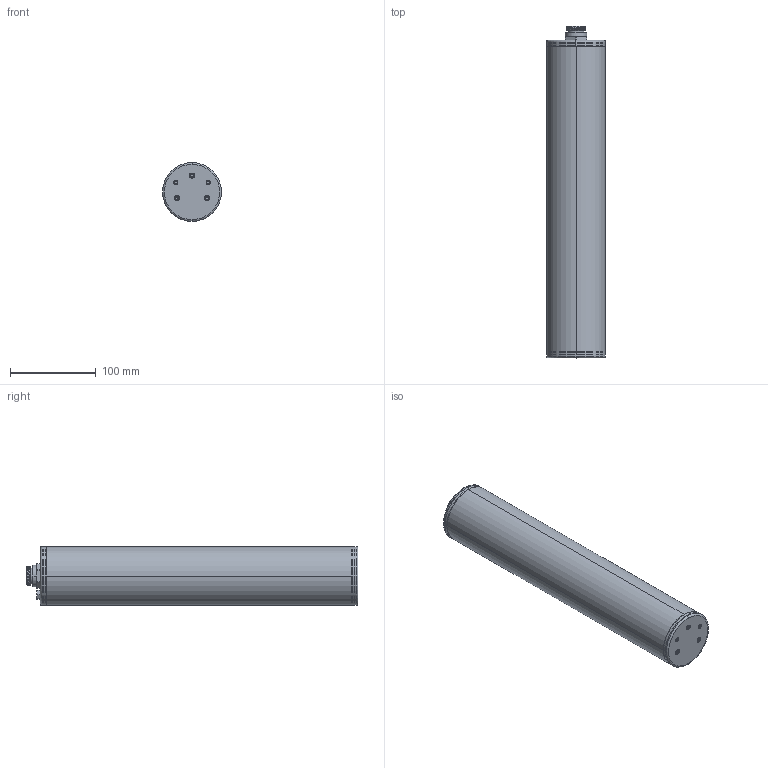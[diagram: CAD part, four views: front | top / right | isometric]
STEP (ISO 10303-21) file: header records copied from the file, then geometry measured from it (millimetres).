
FILE_DESCRIPTION((''),'2;1');
FILE_NAME('216276_ASM','2021-10-28T11:00:03',('PDMAdmin'),('BANNER ENGINEERING'),'CREO PARAMETRIC BY PTC INC, 2019292','CREO PARAMETRIC BY PTC INC, 2019292','');
FILE_SCHEMA(('CONFIG_CONTROL_DESIGN'));
Products named in the file (40): 208079_AF606; 208584_AF277; 208383_AF0; 93365A132_HEAT-SET_INSERTS_FOR__AF6; 93365A132_HEAT-SET_INSERTS_FOR__AF7; 93365A132_HEAT-SET_INSERTS_FOR__AF8; 208383_AF234_ASM; 208383_AF2; 93365A132_HEAT-SET_INSERTS_FOR__AF9; 93365A132_HEAT-SET_INSERTS_FOR__AF10; 93365A132_HEAT-SET_INSERTS_FOR__AF11; 208383_AF235_ASM; 215259_AF79; 209266_AF277; 208386_AF3; 208583_OLD_AF1; 219148_AF145_ASM; 218652; 186079_AF1; 151462; 151461; SOMMS_SEALEDAC_QD_LEADS_AF2; 172450_AF3; 172447_AF8; 172447_AF9; 172447_AF10; 172447_AF11; 208578_AF113_ASM; 208806_AF609; 208386_AF2; 208385_OLD_AF0; 208384_AF0_ASM; 92196A154_18-8_STAINLESS_STEEL__AF64; 92196A154_18-8_STAINLESS_STEEL__AF66; 92196A154_18-8_STAINLESS_STEEL__AF70; 92196A154_18-8_STAINLESS_STEEL__AF88; 92196A154_18-8_STAINLESS_STEEL__AF89; 92196A154_18-8_STAINLESS_STEEL__AF90; SOMMS_VENT_M6_AF108; 216276_ASM
Assembly tree (42 placements, depth 3):
  216276_ASM
    208079_AF606
    208584_AF277
    208383_AF234_ASM
      208383_AF0
      93365A132_HEAT-SET_INSERTS_FOR__AF6
      93365A132_HEAT-SET_INSERTS_FOR__AF7
      93365A132_HEAT-SET_INSERTS_FOR__AF8
    208383_AF235_ASM
      208383_AF2
      93365A132_HEAT-SET_INSERTS_FOR__AF9
      93365A132_HEAT-SET_INSERTS_FOR__AF10
      93365A132_HEAT-SET_INSERTS_FOR__AF11
    215259_AF79
    209266_AF277
    219148_AF145_ASM
      208386_AF3
      208583_OLD_AF1
    208578_AF113_ASM
      218652
      186079_AF1
      151462  x4
      151461
      SOMMS_SEALEDAC_QD_LEADS_AF2
      172450_AF3
      172447_AF8
      172447_AF9
      172447_AF10
      172447_AF11
    208806_AF609
    208384_AF0_ASM
      208386_AF2
      208385_OLD_AF0
    92196A154_18-8_STAINLESS_STEEL__AF64
    92196A154_18-8_STAINLESS_STEEL__AF66
    92196A154_18-8_STAINLESS_STEEL__AF70
    92196A154_18-8_STAINLESS_STEEL__AF88
    92196A154_18-8_STAINLESS_STEEL__AF89
    92196A154_18-8_STAINLESS_STEEL__AF90
    SOMMS_VENT_M6_AF108
Bounding box: 68.5 x 386.45 x 68.5 mm (x, y, z)
Volume: 103338.3 mm3; surface area: 204812.8 mm2
Topology: 29 solids, 31 shells, 628 faces, 1356 edges, 820 vertices
Faces by surface type: cylinder 205, plane 181, cone 154, torus 56, bspline 22, sphere 10
Entity records: 19455 total; most frequent: CARTESIAN_POINT 6751, DIRECTION 2779, ORIENTED_EDGE 2304, AXIS2_PLACEMENT_3D 1175, EDGE_CURVE 1156, VERTEX_POINT 712, EDGE_LOOP 610, CIRCLE 553
